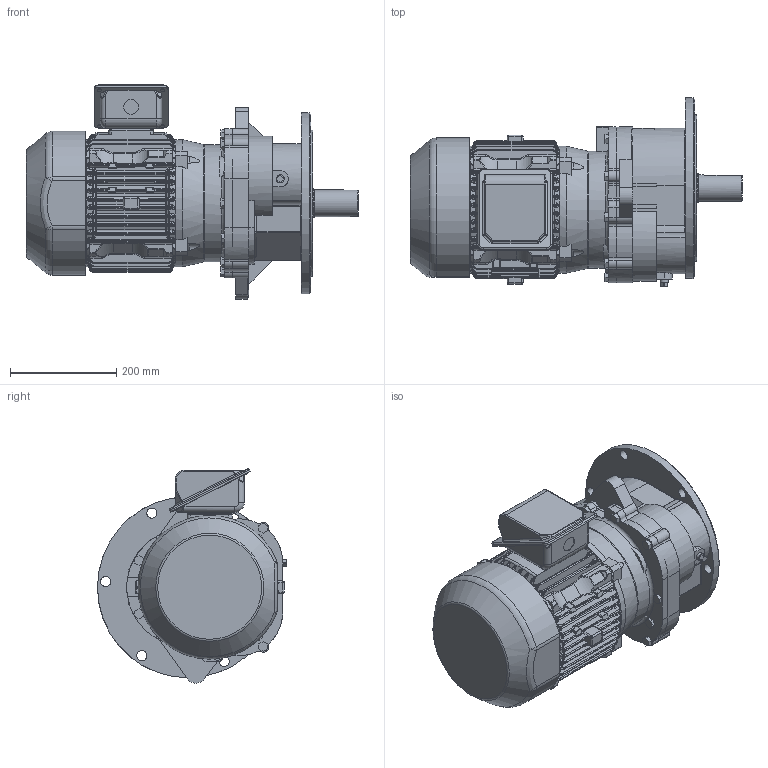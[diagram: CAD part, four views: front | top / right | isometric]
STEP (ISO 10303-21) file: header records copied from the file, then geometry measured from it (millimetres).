
FILE_DESCRIPTION (( 'STEP AP214' ), '1' );
FILE_NAME ('F1-18_V_EK2DO08338H001_defeature.stp', '2022-06-02T00:50:08', ( 'Windows 餌辨濠' ), ( '' ), 'SwSTEP 2.0', 'SolidWorks 2021', '' );
FILE_SCHEMA (( 'AUTOMOTIVE_DESIGN' ));
Length unit declared in the file: millimetre
Products named in the file (1): F1-18_V_EK2DO08338H001_defeature
Bounding box: 623.6 x 355 x 402.34 mm (x, y, z)
Volume: 28089384.7 mm3; surface area: 975459.5 mm2
Topology: 2 solids, 3 shells, 2911 faces, 7123 edges, 4221 vertices
Faces by surface type: cylinder 1067, bspline 860, plane 660, torus 166, cone 86, sphere 72
Full cylindrical faces by diameter (mm): 4 x2, 8 x4, 10.2 x1, 19 x6, 28 x1, 50 x1, 55 x1, 220 x1, 255 x1, 275 x1, 340 x1
Entity records: 112978 total; most frequent: CARTESIAN_POINT 51023, ORIENTED_EDGE 14060, DIRECTION 11328, EDGE_CURVE 7030, AXIS2_PLACEMENT_3D 4423, VERTEX_POINT 4194, EDGE_LOOP 2992, FACE_OUTER_BOUND 2933
